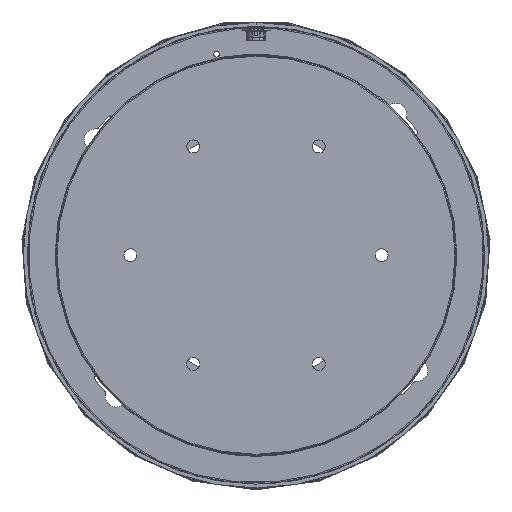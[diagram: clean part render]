
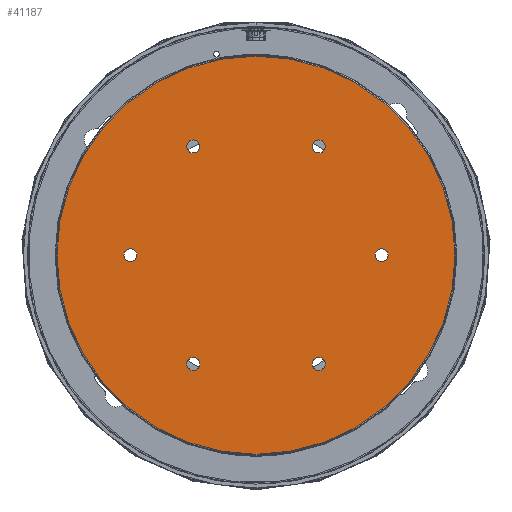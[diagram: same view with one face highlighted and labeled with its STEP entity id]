
A CAD part, front view. The second image highlights one B-rep face of the part: STEP entity #41187.
In plain terms, the highlighted planar face has unit normal (0, -1, 0).
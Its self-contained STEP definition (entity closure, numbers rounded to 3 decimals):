
#39769=CARTESIAN_POINT('',(86.603,-37.,50.));
#39770=DIRECTION('',(0.,-1.,0.));
#39771=DIRECTION('',(0.,0.,1.));
#39772=AXIS2_PLACEMENT_3D('',#39769,#39770,#39771);
#39774=CARTESIAN_POINT('',(86.603,-37.,50.));
#39775=DIRECTION('',(0.,-1.,0.));
#39776=DIRECTION('',(0.,0.,-1.));
#39777=AXIS2_PLACEMENT_3D('',#39774,#39775,#39776);
#39779=CARTESIAN_POINT('',(0.,-37.,100.));
#39780=DIRECTION('',(0.,-1.,0.));
#39781=DIRECTION('',(0.,0.,1.));
#39782=AXIS2_PLACEMENT_3D('',#39779,#39780,#39781);
#39784=CARTESIAN_POINT('',(0.,-37.,100.));
#39785=DIRECTION('',(0.,-1.,0.));
#39786=DIRECTION('',(0.,0.,-1.));
#39787=AXIS2_PLACEMENT_3D('',#39784,#39785,#39786);
#39789=CARTESIAN_POINT('',(-86.603,-37.,50.));
#39790=DIRECTION('',(0.,-1.,0.));
#39791=DIRECTION('',(0.,0.,1.));
#39792=AXIS2_PLACEMENT_3D('',#39789,#39790,#39791);
#39794=CARTESIAN_POINT('',(-86.603,-37.,50.));
#39795=DIRECTION('',(0.,-1.,0.));
#39796=DIRECTION('',(0.,0.,-1.));
#39797=AXIS2_PLACEMENT_3D('',#39794,#39795,#39796);
#39799=CARTESIAN_POINT('',(0.,-37.,-100.));
#39800=DIRECTION('',(0.,-1.,0.));
#39801=DIRECTION('',(0.,0.,1.));
#39802=AXIS2_PLACEMENT_3D('',#39799,#39800,#39801);
#39804=CARTESIAN_POINT('',(0.,-37.,-100.));
#39805=DIRECTION('',(0.,-1.,0.));
#39806=DIRECTION('',(0.,0.,-1.));
#39807=AXIS2_PLACEMENT_3D('',#39804,#39805,#39806);
#39809=CARTESIAN_POINT('',(86.603,-37.,-50.));
#39810=DIRECTION('',(0.,-1.,0.));
#39811=DIRECTION('',(0.,0.,1.));
#39812=AXIS2_PLACEMENT_3D('',#39809,#39810,#39811);
#39814=CARTESIAN_POINT('',(86.603,-37.,-50.));
#39815=DIRECTION('',(0.,-1.,0.));
#39816=DIRECTION('',(0.,0.,-1.));
#39817=AXIS2_PLACEMENT_3D('',#39814,#39815,#39816);
#39819=CARTESIAN_POINT('',(-86.603,-37.,-50.));
#39820=DIRECTION('',(0.,-1.,0.));
#39821=DIRECTION('',(0.,0.,1.));
#39822=AXIS2_PLACEMENT_3D('',#39819,#39820,#39821);
#39824=CARTESIAN_POINT('',(-86.603,-37.,-50.));
#39825=DIRECTION('',(0.,-1.,0.));
#39826=DIRECTION('',(0.,0.,-1.));
#39827=AXIS2_PLACEMENT_3D('',#39824,#39825,#39826);
#40678=CARTESIAN_POINT('',(0.,-37.,0.));
#40679=DIRECTION('',(0.,-1.,0.));
#40680=DIRECTION('',(-1.,0.,0.));
#40681=AXIS2_PLACEMENT_3D('',#40678,#40679,#40680);
#40688=CARTESIAN_POINT('',(0.,-37.,0.));
#40689=DIRECTION('',(0.,-1.,0.));
#40690=DIRECTION('',(0.,0.,-1.));
#40691=AXIS2_PLACEMENT_3D('',#40688,#40689,#40690);
#40693=CARTESIAN_POINT('',(0.,-37.,0.));
#40694=DIRECTION('',(0.,-1.,0.));
#40695=DIRECTION('',(1.,0.,0.));
#40696=AXIS2_PLACEMENT_3D('',#40693,#40694,#40695);
#40708=CARTESIAN_POINT('',(0.,-37.,0.));
#40709=DIRECTION('',(0.,-1.,0.));
#40710=DIRECTION('',(0.,0.,1.));
#40711=AXIS2_PLACEMENT_3D('',#40708,#40709,#40710);
#40997=CARTESIAN_POINT('',(0.,-37.,158.5));
#40999=VERTEX_POINT('',#40997);
#41003=CARTESIAN_POINT('',(158.5,-37.,0.));
#41005=VERTEX_POINT('',#41003);
#41009=CARTESIAN_POINT('',(0.,-37.,-158.5));
#41011=VERTEX_POINT('',#41009);
#41015=CARTESIAN_POINT('',(-158.5,-37.,0.));
#41017=VERTEX_POINT('',#41015);
#41088=CARTESIAN_POINT('',(86.603,-37.,55.15));
#41089=CARTESIAN_POINT('',(86.603,-37.,44.85));
#41090=VERTEX_POINT('',#41088);
#41091=VERTEX_POINT('',#41089);
#41092=CARTESIAN_POINT('',(0.,-37.,105.15));
#41093=CARTESIAN_POINT('',(0.,-37.,94.85));
#41094=VERTEX_POINT('',#41092);
#41095=VERTEX_POINT('',#41093);
#41096=CARTESIAN_POINT('',(-86.603,-37.,55.15));
#41097=CARTESIAN_POINT('',(-86.603,-37.,44.85));
#41098=VERTEX_POINT('',#41096);
#41099=VERTEX_POINT('',#41097);
#41100=CARTESIAN_POINT('',(0.,-37.,-94.85));
#41101=CARTESIAN_POINT('',(0.,-37.,-105.15));
#41102=VERTEX_POINT('',#41100);
#41103=VERTEX_POINT('',#41101);
#41104=CARTESIAN_POINT('',(86.603,-37.,-44.85));
#41105=CARTESIAN_POINT('',(86.603,-37.,-55.15));
#41106=VERTEX_POINT('',#41104);
#41107=VERTEX_POINT('',#41105);
#41108=CARTESIAN_POINT('',(-86.603,-37.,-44.85));
#41109=CARTESIAN_POINT('',(-86.603,-37.,-55.15));
#41110=VERTEX_POINT('',#41108);
#41111=VERTEX_POINT('',#41109);
#41136=CARTESIAN_POINT('',(160.,-37.,160.));
#41137=DIRECTION('',(0.,-1.,0.));
#41138=DIRECTION('',(0.,0.,-1.));
#41139=AXIS2_PLACEMENT_3D('',#41136,#41137,#41138);
#41140=PLANE('',#41139);
#41142=ORIENTED_EDGE('',*,*,#41141,.F.);
#41144=ORIENTED_EDGE('',*,*,#41143,.F.);
#41146=ORIENTED_EDGE('',*,*,#41145,.F.);
#41148=ORIENTED_EDGE('',*,*,#41147,.F.);
#41149=EDGE_LOOP('',(#41142,#41144,#41146,#41148));
#41150=FACE_OUTER_BOUND('',#41149,.F.);
#41152=ORIENTED_EDGE('',*,*,#41151,.T.);
#41154=ORIENTED_EDGE('',*,*,#41153,.T.);
#41155=EDGE_LOOP('',(#41152,#41154));
#41156=FACE_BOUND('',#41155,.F.);
#41158=ORIENTED_EDGE('',*,*,#41157,.T.);
#41160=ORIENTED_EDGE('',*,*,#41159,.T.);
#41161=EDGE_LOOP('',(#41158,#41160));
#41162=FACE_BOUND('',#41161,.F.);
#41164=ORIENTED_EDGE('',*,*,#41163,.T.);
#41166=ORIENTED_EDGE('',*,*,#41165,.T.);
#41167=EDGE_LOOP('',(#41164,#41166));
#41168=FACE_BOUND('',#41167,.F.);
#41170=ORIENTED_EDGE('',*,*,#41169,.T.);
#41172=ORIENTED_EDGE('',*,*,#41171,.T.);
#41173=EDGE_LOOP('',(#41170,#41172));
#41174=FACE_BOUND('',#41173,.F.);
#41176=ORIENTED_EDGE('',*,*,#41175,.T.);
#41178=ORIENTED_EDGE('',*,*,#41177,.T.);
#41179=EDGE_LOOP('',(#41176,#41178));
#41180=FACE_BOUND('',#41179,.F.);
#41182=ORIENTED_EDGE('',*,*,#41181,.T.);
#41184=ORIENTED_EDGE('',*,*,#41183,.T.);
#41185=EDGE_LOOP('',(#41182,#41184));
#41186=FACE_BOUND('',#41185,.F.);
#41187=ADVANCED_FACE('',(#41150,#41156,#41162,#41168,#41174,#41180,#41186),
#41140,.T.);
#39773=CIRCLE('',#39772,5.15);
#39778=CIRCLE('',#39777,5.15);
#39783=CIRCLE('',#39782,5.15);
#39788=CIRCLE('',#39787,5.15);
#39793=CIRCLE('',#39792,5.15);
#39798=CIRCLE('',#39797,5.15);
#39803=CIRCLE('',#39802,5.15);
#39808=CIRCLE('',#39807,5.15);
#39813=CIRCLE('',#39812,5.15);
#39818=CIRCLE('',#39817,5.15);
#39823=CIRCLE('',#39822,5.15);
#39828=CIRCLE('',#39827,5.15);
#40682=CIRCLE('',#40681,158.5);
#40692=CIRCLE('',#40691,158.5);
#40697=CIRCLE('',#40696,158.5);
#40712=CIRCLE('',#40711,158.5);
#41141=EDGE_CURVE('',#41005,#40999,#40697,.T.);
#41143=EDGE_CURVE('',#41011,#41005,#40692,.T.);
#41145=EDGE_CURVE('',#41017,#41011,#40682,.T.);
#41147=EDGE_CURVE('',#40999,#41017,#40712,.T.);
#41151=EDGE_CURVE('',#41094,#41095,#39783,.T.);
#41153=EDGE_CURVE('',#41095,#41094,#39788,.T.);
#41157=EDGE_CURVE('',#41098,#41099,#39793,.T.);
#41159=EDGE_CURVE('',#41099,#41098,#39798,.T.);
#41163=EDGE_CURVE('',#41102,#41103,#39803,.T.);
#41165=EDGE_CURVE('',#41103,#41102,#39808,.T.);
#41169=EDGE_CURVE('',#41106,#41107,#39813,.T.);
#41171=EDGE_CURVE('',#41107,#41106,#39818,.T.);
#41175=EDGE_CURVE('',#41110,#41111,#39823,.T.);
#41177=EDGE_CURVE('',#41111,#41110,#39828,.T.);
#41181=EDGE_CURVE('',#41090,#41091,#39773,.T.);
#41183=EDGE_CURVE('',#41091,#41090,#39778,.T.);
